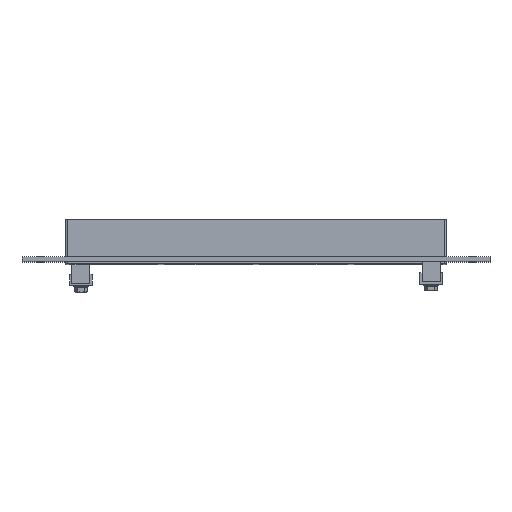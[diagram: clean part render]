
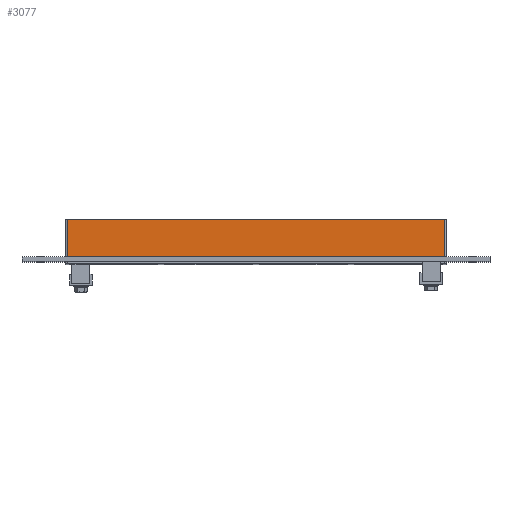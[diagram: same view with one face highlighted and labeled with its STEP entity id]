
A CAD part, top view. The second image highlights one B-rep face of the part: STEP entity #3077.
In plain terms, the highlighted planar face has unit normal (0, 0, 1).
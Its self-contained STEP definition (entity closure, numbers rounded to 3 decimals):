
#1281=CARTESIAN_POINT('',(-260.0,57.0,435.0));
#1282=VERTEX_POINT('',#1281);
#1290=CARTESIAN_POINT('',(260.0,57.0,435.0));
#1291=VERTEX_POINT('',#1290);
#1292=CARTESIAN_POINT('',(-260.0,57.0,435.0));
#1293=DIRECTION('',(1.0,0.0,0.0));
#1294=VECTOR('',#1293,520.0);
#1295=LINE('',#1292,#1294);
#1296=EDGE_CURVE('',#1282,#1291,#1295,.T.);
#2483=CARTESIAN_POINT('',(-260.0,6.,435.0));
#2484=VERTEX_POINT('',#2483);
#2534=CARTESIAN_POINT('',(260.0,6.,435.0));
#2535=VERTEX_POINT('',#2534);
#2543=CARTESIAN_POINT('',(-260.0,6.,435.0));
#2544=DIRECTION('',(1.0,0.0,0.0));
#2545=VECTOR('',#2544,520.0);
#2546=LINE('',#2543,#2545);
#2547=EDGE_CURVE('',#2484,#2535,#2546,.T.);
#3050=CARTESIAN_POINT('',(-260.0,6.,435.0));
#3051=DIRECTION('',(0.0,1.0,0.0));
#3052=VECTOR('',#3051,51.0);
#3053=LINE('',#3050,#3052);
#3054=EDGE_CURVE('',#2484,#1282,#3053,.T.);
#3061=CARTESIAN_POINT('',(-262.0,0.0,435.0));
#3062=DIRECTION('',(0.0,0.0,1.0));
#3063=DIRECTION('',(1.0,0.0,0.0));
#3064=AXIS2_PLACEMENT_3D('',#3061,#3062,#3063);
#3065=PLANE('',#3064);
#3066=ORIENTED_EDGE('',*,*,#2547,.T.);
#3067=CARTESIAN_POINT('',(260.0,57.0,435.0));
#3068=DIRECTION('',(0.0,-1.0,0.0));
#3069=VECTOR('',#3068,51.0);
#3070=LINE('',#3067,#3069);
#3071=EDGE_CURVE('',#1291,#2535,#3070,.T.);
#3072=ORIENTED_EDGE('',*,*,#3071,.F.);
#3073=ORIENTED_EDGE('',*,*,#1296,.F.);
#3074=ORIENTED_EDGE('',*,*,#3054,.F.);
#3075=EDGE_LOOP('',(#3066,#3072,#3073,#3074));
#3076=FACE_OUTER_BOUND('',#3075,.T.);
#3077=ADVANCED_FACE('',(#3076),#3065,.T.);
